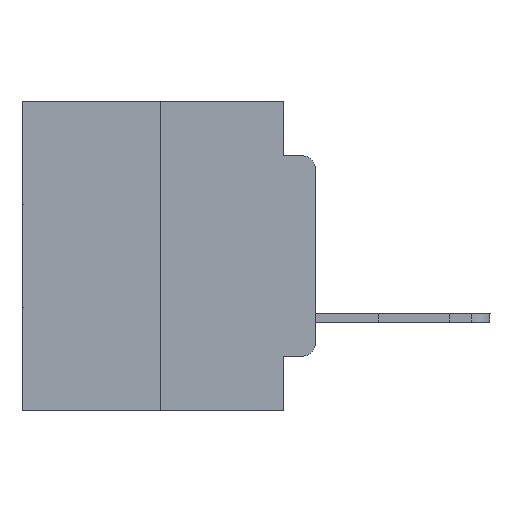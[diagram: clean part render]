
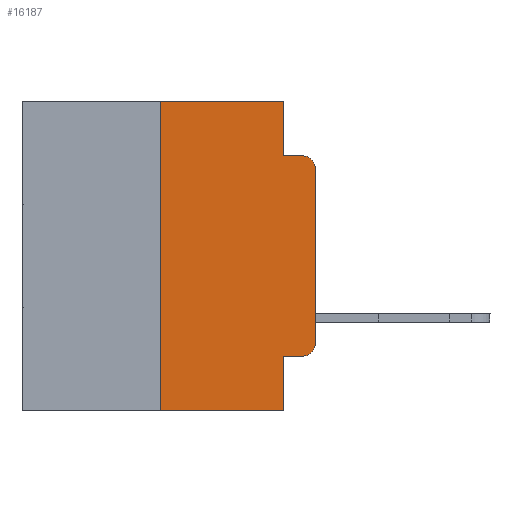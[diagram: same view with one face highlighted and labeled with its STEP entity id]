
A CAD part, left-side view. The second image highlights one B-rep face of the part: STEP entity #16187.
In plain terms, the highlighted planar face has unit normal (-1, 0, 0).
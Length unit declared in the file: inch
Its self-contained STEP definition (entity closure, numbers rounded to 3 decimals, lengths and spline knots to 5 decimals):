
#408 = DIRECTION ( 'NONE',  ( -1., 0., 0. ) ) ;
#831 = AXIS2_PLACEMENT_3D ( 'NONE', #15154, #21454, #13012 ) ;
#1059 = VECTOR ( 'NONE', #23675, 39.37008 ) ;
#1607 = CARTESIAN_POINT ( 'NONE',  ( 0., 0.051, -0.5 ) ) ;
#1914 = LINE ( 'NONE', #10093, #2081 ) ;
#2081 = VECTOR ( 'NONE', #18224, 39.37008 ) ;
#2140 = CARTESIAN_POINT ( 'NONE',  ( 0., 0.051, -0.0885 ) ) ;
#2205 = CARTESIAN_POINT ( 'NONE',  ( 0., 0.051, -0.4115 ) ) ;
#2577 = VECTOR ( 'NONE', #4231, 39.37008 ) ;
#2672 = DIRECTION ( 'NONE',  ( 0., -1., 0. ) ) ;
#3181 = CARTESIAN_POINT ( 'NONE',  ( 0., 0., -0.3915 ) ) ;
#3580 = CARTESIAN_POINT ( 'NONE',  ( 0., 0.473, 0. ) ) ;
#4231 = DIRECTION ( 'NONE',  ( 0., 0., 1. ) ) ;
#4620 = LINE ( 'NONE', #20835, #2577 ) ;
#4649 = VERTEX_POINT ( 'NONE', #2205 ) ;
#4856 = EDGE_CURVE ( 'NONE', #6171, #21138, #10632, .T. ) ;
#5345 = FACE_OUTER_BOUND ( 'NONE', #17133, .T. ) ;
#5533 = CARTESIAN_POINT ( 'NONE',  ( 0., 0.051, 0. ) ) ;
#6171 = VERTEX_POINT ( 'NONE', #15620 ) ;
#6267 = VERTEX_POINT ( 'NONE', #24452 ) ;
#6406 = ORIENTED_EDGE ( 'NONE', *, *, #16389, .T. ) ;
#6415 = DIRECTION ( 'NONE',  ( 0., 0., -1. ) ) ;
#6498 = EDGE_CURVE ( 'NONE', #6267, #24477, #13442, .T. ) ;
#6602 = VECTOR ( 'NONE', #11454, 39.37008 ) ;
#6930 = EDGE_CURVE ( 'NONE', #15997, #6267, #13238, .T. ) ;
#8152 = CARTESIAN_POINT ( 'NONE',  ( 0., 0.051, -0.0885 ) ) ;
#8181 = ORIENTED_EDGE ( 'NONE', *, *, #17488, .F. ) ;
#9330 = CARTESIAN_POINT ( 'NONE',  ( 0., 0.473, 0. ) ) ;
#9768 = EDGE_CURVE ( 'NONE', #12381, #19364, #10169, .T. ) ;
#10093 = CARTESIAN_POINT ( 'NONE',  ( 0., 0.051, 0. ) ) ;
#10169 = CIRCLE ( 'NONE', #20401, 0.02 ) ;
#10632 = CIRCLE ( 'NONE', #831, 0.02 ) ;
#10978 = EDGE_CURVE ( 'NONE', #24477, #18026, #1914, .T. ) ;
#11454 = DIRECTION ( 'NONE',  ( 0., -1., 0. ) ) ;
#11531 = CARTESIAN_POINT ( 'NONE',  ( 0., 0.473, -0.5 ) ) ;
#11657 = ORIENTED_EDGE ( 'NONE', *, *, #6930, .F. ) ;
#12381 = VERTEX_POINT ( 'NONE', #14861 ) ;
#12422 = LINE ( 'NONE', #24484, #26119 ) ;
#12444 = ORIENTED_EDGE ( 'NONE', *, *, #19091, .T. ) ;
#12943 = CARTESIAN_POINT ( 'NONE',  ( 0., 0.02, -0.1085 ) ) ;
#13012 = DIRECTION ( 'NONE',  ( 0., 0., -1. ) ) ;
#13238 = LINE ( 'NONE', #25579, #16841 ) ;
#13410 = CARTESIAN_POINT ( 'NONE',  ( 0., 0.051, -0.4115 ) ) ;
#13442 = LINE ( 'NONE', #9330, #6602 ) ;
#13466 = EDGE_CURVE ( 'NONE', #21138, #12381, #4620, .T. ) ;
#13896 = ORIENTED_EDGE ( 'NONE', *, *, #9768, .T. ) ;
#14861 = CARTESIAN_POINT ( 'NONE',  ( 0., 0., -0.1085 ) ) ;
#15154 = CARTESIAN_POINT ( 'NONE',  ( 0., 0.02, -0.3915 ) ) ;
#15620 = CARTESIAN_POINT ( 'NONE',  ( 0., 0.02, -0.4115 ) ) ;
#15790 = LINE ( 'NONE', #11531, #1059 ) ;
#15879 = EDGE_CURVE ( 'NONE', #4649, #20758, #12422, .T. ) ;
#15997 = VERTEX_POINT ( 'NONE', #25283 ) ;
#16187 = ADVANCED_FACE ( 'NONE', ( #5345 ), #20424, .F. ) ;
#16389 = EDGE_CURVE ( 'NONE', #4649, #6171, #25878, .T. ) ;
#16437 = CARTESIAN_POINT ( 'NONE',  ( 0., 0.02, -0.0885 ) ) ;
#16841 = VECTOR ( 'NONE', #21285, 39.37008 ) ;
#17133 = EDGE_LOOP ( 'NONE', ( #23400, #13896, #8181, #19760, #23108, #11657, #12444, #22210, #6406, #23853 ) ) ;
#17488 = EDGE_CURVE ( 'NONE', #18026, #19364, #21007, .T. ) ;
#17504 = DIRECTION ( 'NONE',  ( 1., 0., 0. ) ) ;
#18026 = VERTEX_POINT ( 'NONE', #8152 ) ;
#18224 = DIRECTION ( 'NONE',  ( 0., 0., -1. ) ) ;
#19091 = EDGE_CURVE ( 'NONE', #15997, #20758, #15790, .T. ) ;
#19364 = VERTEX_POINT ( 'NONE', #16437 ) ;
#19441 = DIRECTION ( 'NONE',  ( 0., -1., 0. ) ) ;
#19644 = DIRECTION ( 'NONE',  ( 0., 0., -1. ) ) ;
#19760 = ORIENTED_EDGE ( 'NONE', *, *, #10978, .F. ) ;
#20401 = AXIS2_PLACEMENT_3D ( 'NONE', #12943, #408, #20870 ) ;
#20424 = PLANE ( 'NONE',  #21013 ) ;
#20758 = VERTEX_POINT ( 'NONE', #1607 ) ;
#20835 = CARTESIAN_POINT ( 'NONE',  ( 0., 0., 0. ) ) ;
#20870 = DIRECTION ( 'NONE',  ( 0., 0., -1. ) ) ;
#21007 = LINE ( 'NONE', #2140, #23183 ) ;
#21013 = AXIS2_PLACEMENT_3D ( 'NONE', #3580, #17504, #19644 ) ;
#21138 = VERTEX_POINT ( 'NONE', #3181 ) ;
#21285 = DIRECTION ( 'NONE',  ( 0., 0., 1. ) ) ;
#21454 = DIRECTION ( 'NONE',  ( -1., 0., 0. ) ) ;
#22210 = ORIENTED_EDGE ( 'NONE', *, *, #15879, .F. ) ;
#23108 = ORIENTED_EDGE ( 'NONE', *, *, #6498, .F. ) ;
#23183 = VECTOR ( 'NONE', #2672, 39.37008 ) ;
#23400 = ORIENTED_EDGE ( 'NONE', *, *, #13466, .T. ) ;
#23675 = DIRECTION ( 'NONE',  ( 0., -1., 0. ) ) ;
#23853 = ORIENTED_EDGE ( 'NONE', *, *, #4856, .T. ) ;
#24452 = CARTESIAN_POINT ( 'NONE',  ( 0., 0.25, 0. ) ) ;
#24477 = VERTEX_POINT ( 'NONE', #5533 ) ;
#24484 = CARTESIAN_POINT ( 'NONE',  ( 0., 0.051, 0. ) ) ;
#25283 = CARTESIAN_POINT ( 'NONE',  ( 0., 0.25, -0.5 ) ) ;
#25579 = CARTESIAN_POINT ( 'NONE',  ( 0., 0.25, 0. ) ) ;
#25730 = VECTOR ( 'NONE', #19441, 39.37008 ) ;
#25878 = LINE ( 'NONE', #13410, #25730 ) ;
#26119 = VECTOR ( 'NONE', #6415, 39.37008 ) ;
